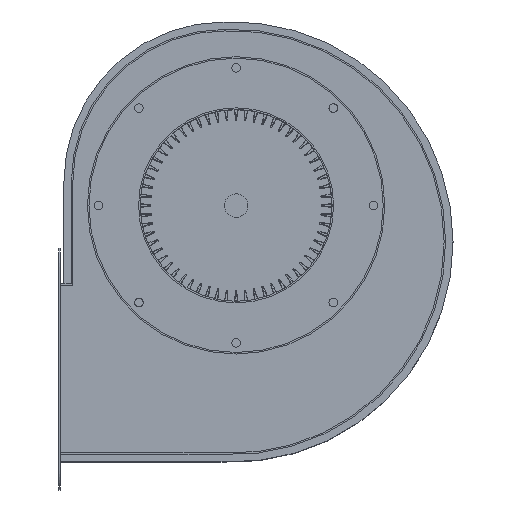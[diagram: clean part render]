
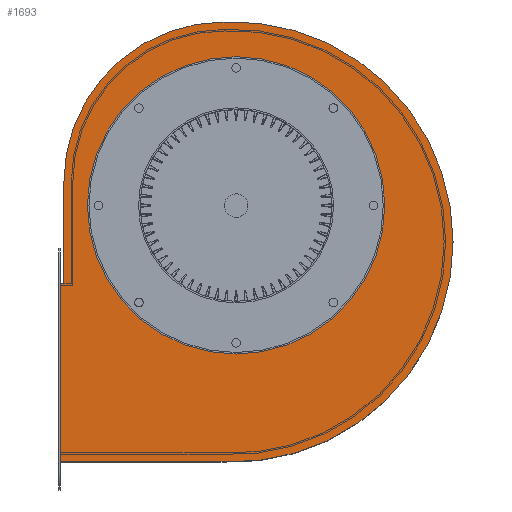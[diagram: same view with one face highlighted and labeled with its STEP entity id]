
A CAD part, top view. The second image highlights one B-rep face of the part: STEP entity #1693.
In plain terms, the highlighted planar face has unit normal (0, 0, 1).
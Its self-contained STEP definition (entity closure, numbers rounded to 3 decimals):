
#1533 = LINE ( 'NONE', #26042, #10399 ) ;
#1693 = ADVANCED_FACE ( 'NONE', ( #22752, #40467 ), #23462, .T. ) ;
#1741 = AXIS2_PLACEMENT_3D ( 'NONE', #50982, #43387, #6650 ) ;
#3981 = ORIENTED_EDGE ( 'NONE', *, *, #25332, .F. ) ;
#4052 = VERTEX_POINT ( 'NONE', #41936 ) ;
#4966 = VERTEX_POINT ( 'NONE', #47394 ) ;
#5178 = VERTEX_POINT ( 'NONE', #24883 ) ;
#5806 = CIRCLE ( 'NONE', #32116, 177.648 ) ;
#6020 = DIRECTION ( 'NONE',  ( 0., 0., 1. ) ) ;
#6650 = DIRECTION ( 'NONE',  ( 1., 0., 0. ) ) ;
#7142 = DIRECTION ( 'NONE',  ( 0., 0., -1. ) ) ;
#7348 = ORIENTED_EDGE ( 'NONE', *, *, #31529, .T. ) ;
#7535 = VECTOR ( 'NONE', #46963, 1000. ) ;
#8713 = ORIENTED_EDGE ( 'NONE', *, *, #30773, .F. ) ;
#8944 = CARTESIAN_POINT ( 'NONE',  ( -9.75, -207., 78. ) ) ;
#8992 = EDGE_CURVE ( 'NONE', #45791, #26631, #42392, .T. ) ;
#10399 = VECTOR ( 'NONE', #42654, 1000. ) ;
#10451 = CARTESIAN_POINT ( 'NONE',  ( -141.8, -63.3, 78. ) ) ;
#10865 = EDGE_CURVE ( 'NONE', #13981, #18410, #5806, .T. ) ;
#11719 = VECTOR ( 'NONE', #30137, 1000. ) ;
#13103 = AXIS2_PLACEMENT_3D ( 'NONE', #51756, #29684, #49831 ) ;
#13141 = EDGE_LOOP ( 'NONE', ( #41780, #3981 ) ) ;
#13981 = VERTEX_POINT ( 'NONE', #14120 ) ;
#14120 = CARTESIAN_POINT ( 'NONE',  ( -9.75, 148., 78. ) ) ;
#14207 = VERTEX_POINT ( 'NONE', #42940 ) ;
#14246 = AXIS2_PLACEMENT_3D ( 'NONE', #42868, #23395, #18796 ) ;
#14302 = DIRECTION ( 'NONE',  ( 1., 0., 0. ) ) ;
#14304 = CARTESIAN_POINT ( 'NONE',  ( 0., -207., 78. ) ) ;
#15708 = ORIENTED_EDGE ( 'NONE', *, *, #24851, .T. ) ;
#16734 = EDGE_CURVE ( 'NONE', #5178, #4966, #51494, .T. ) ;
#16771 = LINE ( 'NONE', #33673, #11719 ) ;
#16822 = EDGE_CURVE ( 'NONE', #18410, #45791, #17931, .T. ) ;
#17168 = VERTEX_POINT ( 'NONE', #10451 ) ;
#17931 = CIRCLE ( 'NONE', #1741, 177.648 ) ;
#18410 = VERTEX_POINT ( 'NONE', #29514 ) ;
#18796 = DIRECTION ( 'NONE',  ( 1., 0., 0. ) ) ;
#20207 = LINE ( 'NONE', #34569, #7535 ) ;
#22752 = FACE_OUTER_BOUND ( 'NONE', #42127, .T. ) ;
#23395 = DIRECTION ( 'NONE',  ( 0., 0., 1. ) ) ;
#23462 = PLANE ( 'NONE',  #13103 ) ;
#24851 = EDGE_CURVE ( 'NONE', #14207, #17168, #1533, .T. ) ;
#24883 = CARTESIAN_POINT ( 'NONE',  ( -120., 0., 78. ) ) ;
#25332 = EDGE_CURVE ( 'NONE', #4966, #5178, #31833, .T. ) ;
#26042 = CARTESIAN_POINT ( 'NONE',  ( 0., -63.3, 78. ) ) ;
#26339 = DIRECTION ( 'NONE',  ( -1., 0., 0. ) ) ;
#26631 = VERTEX_POINT ( 'NONE', #40602 ) ;
#26740 = AXIS2_PLACEMENT_3D ( 'NONE', #43872, #35737, #32031 ) ;
#27074 = ORIENTED_EDGE ( 'NONE', *, *, #10865, .F. ) ;
#29514 = CARTESIAN_POINT ( 'NONE',  ( 175.148, -29.5, 78. ) ) ;
#29684 = DIRECTION ( 'NONE',  ( 0., 0., 1. ) ) ;
#29692 = ORIENTED_EDGE ( 'NONE', *, *, #35988, .T. ) ;
#29886 = AXIS2_PLACEMENT_3D ( 'NONE', #46316, #6020, #14302 ) ;
#30137 = DIRECTION ( 'NONE',  ( 0., -1., 0. ) ) ;
#30773 = EDGE_CURVE ( 'NONE', #4052, #13981, #35791, .T. ) ;
#31529 = EDGE_CURVE ( 'NONE', #17168, #26631, #16771, .T. ) ;
#31833 = CIRCLE ( 'NONE', #29886, 120. ) ;
#32031 = DIRECTION ( 'NONE',  ( 1., 0., 0. ) ) ;
#32116 = AXIS2_PLACEMENT_3D ( 'NONE', #39315, #7142, #51145 ) ;
#33673 = CARTESIAN_POINT ( 'NONE',  ( -141.8, 0., 78. ) ) ;
#34569 = CARTESIAN_POINT ( 'NONE',  ( -139., 0., 78. ) ) ;
#35737 = DIRECTION ( 'NONE',  ( 0., 0., -1. ) ) ;
#35791 = CIRCLE ( 'NONE', #26740, 129.25 ) ;
#35988 = EDGE_CURVE ( 'NONE', #4052, #14207, #20207, .T. ) ;
#39315 = CARTESIAN_POINT ( 'NONE',  ( -2.5, -29.5, 78. ) ) ;
#40467 = FACE_BOUND ( 'NONE', #13141, .T. ) ;
#40602 = CARTESIAN_POINT ( 'NONE',  ( -141.8, -207., 78. ) ) ;
#41780 = ORIENTED_EDGE ( 'NONE', *, *, #16734, .F. ) ;
#41936 = CARTESIAN_POINT ( 'NONE',  ( -139., 18.75, 78. ) ) ;
#42127 = EDGE_LOOP ( 'NONE', ( #15708, #7348, #49033, #49456, #27074, #8713, #29692 ) ) ;
#42392 = LINE ( 'NONE', #14304, #46432 ) ;
#42654 = DIRECTION ( 'NONE',  ( -1., 0., 0. ) ) ;
#42868 = CARTESIAN_POINT ( 'NONE',  ( 0., 0., 78. ) ) ;
#42940 = CARTESIAN_POINT ( 'NONE',  ( -139., -63.3, 78. ) ) ;
#43387 = DIRECTION ( 'NONE',  ( 0., 0., -1. ) ) ;
#43872 = CARTESIAN_POINT ( 'NONE',  ( -9.75, 18.75, 78. ) ) ;
#45791 = VERTEX_POINT ( 'NONE', #8944 ) ;
#46316 = CARTESIAN_POINT ( 'NONE',  ( 0., 0., 78. ) ) ;
#46432 = VECTOR ( 'NONE', #26339, 1000. ) ;
#46963 = DIRECTION ( 'NONE',  ( 0., -1., 0. ) ) ;
#47394 = CARTESIAN_POINT ( 'NONE',  ( 120., 0., 78. ) ) ;
#49033 = ORIENTED_EDGE ( 'NONE', *, *, #8992, .F. ) ;
#49456 = ORIENTED_EDGE ( 'NONE', *, *, #16822, .F. ) ;
#49831 = DIRECTION ( 'NONE',  ( 1., 0., 0. ) ) ;
#50982 = CARTESIAN_POINT ( 'NONE',  ( -2.5, -29.5, 78. ) ) ;
#51145 = DIRECTION ( 'NONE',  ( 1., 0., 0. ) ) ;
#51494 = CIRCLE ( 'NONE', #14246, 120. ) ;
#51756 = CARTESIAN_POINT ( 'NONE',  ( 0., 0., 78. ) ) ;
